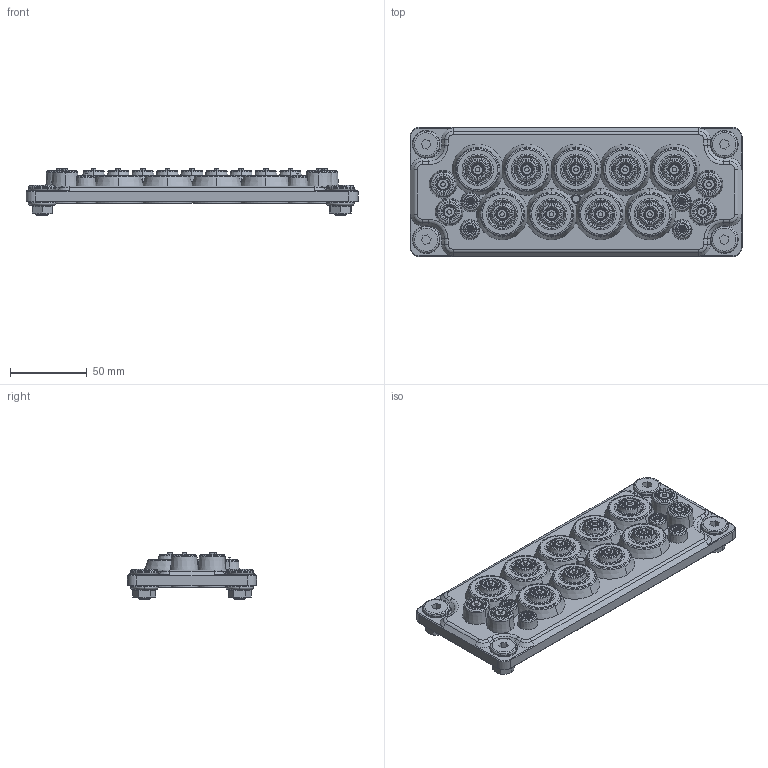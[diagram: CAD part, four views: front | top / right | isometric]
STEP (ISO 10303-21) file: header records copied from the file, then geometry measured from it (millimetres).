
FILE_DESCRIPTION((''),'2;1');
FILE_NAME('EH-TKC-36-S_1_2_3_4_5_6_7_ASM_1_ASM','2022-08-22T12:53:39',('klemen.sitar'),('Audax d.o.o.'),'CREO PARAMETRIC BY PTC INC, 2021304','CREO PARAMETRIC BY PTC INC, 2021304','');
FILE_SCHEMA(('AP242_MANAGED_MODEL_BASED_3D_ENGINEERING_MIM_LF { 1 0 10303 442 1 1 4 }'));
Products named in the file (10): EH-TKC-36-S_1_2_3_4_5_6_7_2_1_1; EH-TKC-36-S_1_2_3_4_5_6_7_3_1_1; EH-TKC-36-S_1_2_3_4_5_6_7_4_1_1; EH-TKC-36-S_1_2_3_4_5_6_7_5_1_1; NAKR_TKI_SZE_CIOK_TNE_Z_KO_-4_1; NAKR_TKI_SZE_CIOK_TNE_Z_KO_-4_2; NAKR_TKI_SZE_CIOK_TNE_Z_KO_-4_3; NAKR_TKI_SZE_CIOK_TNE_Z_KO_-4_4; EH_TC_17; EH-TKC-36-S_1_2_3_4_5_6_7_ASM_1_ASM
Assembly tree (9 placements, depth 2):
  EH-TKC-36-S_1_2_3_4_5_6_7_ASM_1_ASM
    EH-TKC-36-S_1_2_3_4_5_6_7_2_1_1
    EH-TKC-36-S_1_2_3_4_5_6_7_3_1_1
    EH-TKC-36-S_1_2_3_4_5_6_7_4_1_1
    EH-TKC-36-S_1_2_3_4_5_6_7_5_1_1
    NAKR_TKI_SZE_CIOK_TNE_Z_KO_-4_1
    NAKR_TKI_SZE_CIOK_TNE_Z_KO_-4_2
    NAKR_TKI_SZE_CIOK_TNE_Z_KO_-4_3
    NAKR_TKI_SZE_CIOK_TNE_Z_KO_-4_4
    EH_TC_17
Bounding box: 216 x 84 x 30.5 mm (x, y, z)
Volume: 112159.8 mm3; surface area: 82262.6 mm2
Topology: 5 solids, 9 shells, 1893 faces, 4796 edges, 3062 vertices
Faces by surface type: torus 656, cylinder 520, plane 413, cone 296, bspline 8
Entity records: 97976 total; most frequent: CARTESIAN_POINT 25333, DIRECTION 12040, ORIENTED_EDGE 9576, PRESENTATION_STYLE_ASSIGNMENT 6000, STYLED_ITEM 6000, AXIS2_PLACEMENT_3D 5522, CURVE_STYLE 4806, EDGE_CURVE 4796
